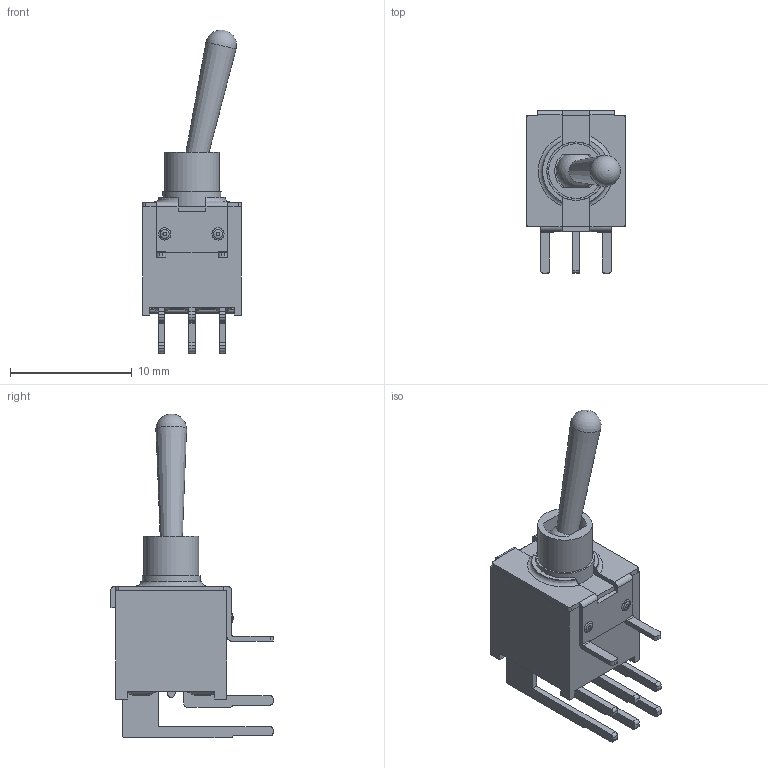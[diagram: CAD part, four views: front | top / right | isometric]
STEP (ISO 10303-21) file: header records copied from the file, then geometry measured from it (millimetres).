
FILE_DESCRIPTION(/* description */ (''),/* implementation_level */ '2;1');
FILE_NAME(/* name */ '200AWMDPxT1A2M6xE.stp',/* time_stamp */ '2025-05-01T10:18:15-05:00',/* author */ ('mroman'),/* organization */ (''),/* preprocessor_version */ 'ST-DEVELOPER v18.1',/* originating_system */ 'Autodesk Inventor 2022',/* authorisation */ '');
FILE_SCHEMA (('AUTOMOTIVE_DESIGN { 1 0 10303 214 3 1 1 }'));
Length unit declared in the file: inch
Products named in the file (1): 200AWMDPxT1A2M6xE
Bounding box: 8.13 x 13.35 x 26.65 mm (x, y, z)
Volume: 801.4 mm3; surface area: 890.1 mm2
Topology: 1 solids, 1 shells, 213 faces, 612 edges, 406 vertices
Faces by surface type: plane 118, cylinder 70, bspline 18, cone 3, torus 2, sphere 2
Full cylindrical faces by diameter (mm): 4.5 x1, 4.8 x1
Entity records: 7744 total; most frequent: CARTESIAN_POINT 2168, ORIENTED_EDGE 1222, DIRECTION 1076, EDGE_CURVE 611, VERTEX_POINT 406, LINE 390, VECTOR 390, AXIS2_PLACEMENT_3D 343
